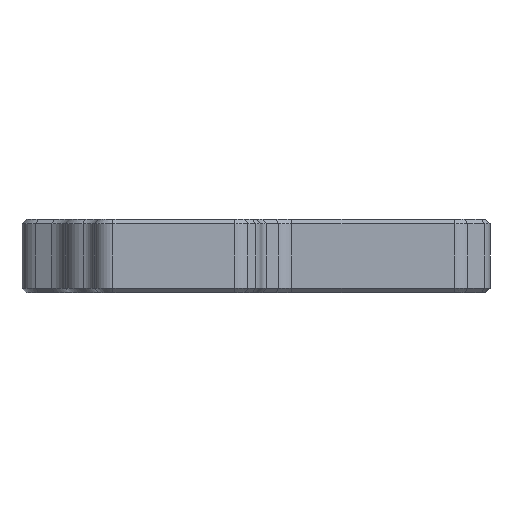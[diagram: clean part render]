
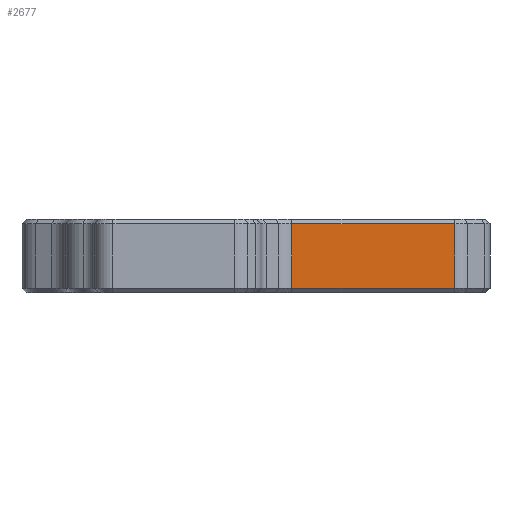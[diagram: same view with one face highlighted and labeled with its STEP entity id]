
A CAD part, front view. The second image highlights one B-rep face of the part: STEP entity #2677.
In plain terms, the highlighted planar face has unit normal (0, -1, 0).
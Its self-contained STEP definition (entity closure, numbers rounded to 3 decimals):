
#86 = VECTOR ( 'NONE', #977, 1000. ) ;
#977 = DIRECTION ( 'NONE',  ( 1., 0., 0. ) ) ;
#1404 = DIRECTION ( 'NONE',  ( -1., 0., 0. ) ) ;
#1521 = CARTESIAN_POINT ( 'NONE',  ( 73.725, 23.201, 0.5 ) ) ;
#1540 = PLANE ( 'NONE',  #2288 ) ;
#1582 = DIRECTION ( 'NONE',  ( 0., 1., 0. ) ) ;
#1746 = DIRECTION ( 'NONE',  ( 0., 0., -1. ) ) ;
#1824 = VERTEX_POINT ( 'NONE', #3515 ) ;
#2033 = LINE ( 'NONE', #4585, #6300 ) ;
#2087 = DIRECTION ( 'NONE',  ( 0., 0., 1. ) ) ;
#2171 = LINE ( 'NONE', #6629, #6019 ) ;
#2288 = AXIS2_PLACEMENT_3D ( 'NONE', #2670, #1582, #7219 ) ;
#2670 = CARTESIAN_POINT ( 'NONE',  ( 48., 23.201, 8. ) ) ;
#2676 = EDGE_CURVE ( 'NONE', #1824, #2970, #2171, .T. ) ;
#2677 = ADVANCED_FACE ( 'NONE', ( #4636 ), #1540, .F. ) ;
#2684 = ORIENTED_EDGE ( 'NONE', *, *, #3551, .T. ) ;
#2693 = LINE ( 'NONE', #1521, #86 ) ;
#2938 = ORIENTED_EDGE ( 'NONE', *, *, #8273, .T. ) ;
#2970 = VERTEX_POINT ( 'NONE', #7004 ) ;
#3203 = CARTESIAN_POINT ( 'NONE',  ( 56.116, 23.201, 0.5 ) ) ;
#3515 = CARTESIAN_POINT ( 'NONE',  ( 73.725, 23.201, 0.5 ) ) ;
#3551 = EDGE_CURVE ( 'NONE', #2970, #7567, #2033, .T. ) ;
#4422 = ORIENTED_EDGE ( 'NONE', *, *, #6360, .T. ) ;
#4585 = CARTESIAN_POINT ( 'NONE',  ( 48., 23.201, 7.5 ) ) ;
#4636 = FACE_OUTER_BOUND ( 'NONE', #4820, .T. ) ;
#4647 = VERTEX_POINT ( 'NONE', #3203 ) ;
#4820 = EDGE_LOOP ( 'NONE', ( #6957, #2684, #4422, #2938 ) ) ;
#4964 = CARTESIAN_POINT ( 'NONE',  ( 56.116, 23.201, 7.5 ) ) ;
#5464 = CARTESIAN_POINT ( 'NONE',  ( 56.116, 23.201, 8. ) ) ;
#6019 = VECTOR ( 'NONE', #2087, 1000. ) ;
#6300 = VECTOR ( 'NONE', #1404, 1000. ) ;
#6360 = EDGE_CURVE ( 'NONE', #7567, #4647, #7468, .T. ) ;
#6593 = VECTOR ( 'NONE', #1746, 1000. ) ;
#6629 = CARTESIAN_POINT ( 'NONE',  ( 73.725, 23.201, 8. ) ) ;
#6957 = ORIENTED_EDGE ( 'NONE', *, *, #2676, .T. ) ;
#7004 = CARTESIAN_POINT ( 'NONE',  ( 73.725, 23.201, 7.5 ) ) ;
#7219 = DIRECTION ( 'NONE',  ( -1., 0., 0. ) ) ;
#7468 = LINE ( 'NONE', #5464, #6593 ) ;
#7567 = VERTEX_POINT ( 'NONE', #4964 ) ;
#8273 = EDGE_CURVE ( 'NONE', #4647, #1824, #2693, .T. ) ;
